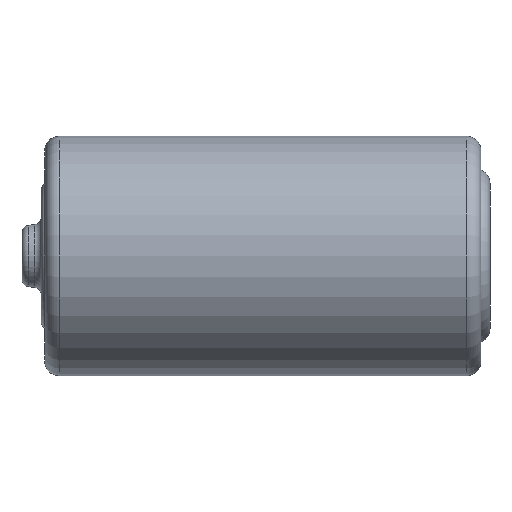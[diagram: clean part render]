
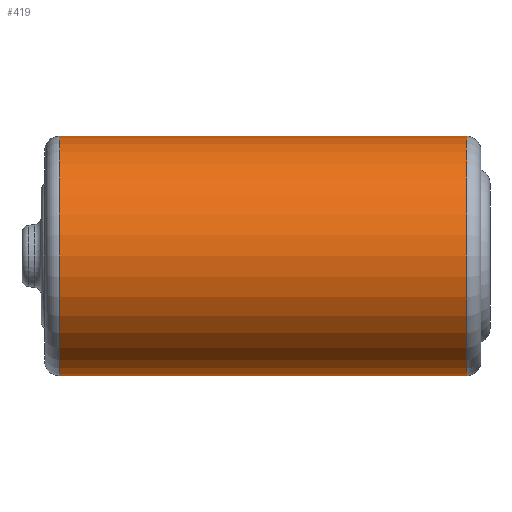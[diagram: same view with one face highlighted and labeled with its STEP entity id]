
A CAD part, left-side view. The second image highlights one B-rep face of the part: STEP entity #419.
In plain terms, the highlighted cylindrical face has radius 12.7 mm (diameter 25.4 mm), a partial arc.
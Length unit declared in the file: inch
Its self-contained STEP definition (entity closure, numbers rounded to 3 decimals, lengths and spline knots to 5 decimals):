
#15 = EDGE_LOOP ( 'NONE', ( #572, #304, #282, #656 ) ) ;
#93 = EDGE_CURVE ( 'NONE', #201, #635, #480, .T. ) ;
#97 = CARTESIAN_POINT ( 'NONE',  ( 0., 0.098, 0. ) ) ;
#116 = VECTOR ( 'NONE', #171, 39.37008 ) ;
#129 = DIRECTION ( 'NONE',  ( 0., -1., 0. ) ) ;
#166 = DIRECTION ( 'NONE',  ( 0., 0., -1. ) ) ;
#171 = DIRECTION ( 'NONE',  ( 0., -1., 0. ) ) ;
#201 = VERTEX_POINT ( 'NONE', #437 ) ;
#233 = CARTESIAN_POINT ( 'NONE',  ( 0., 0., 0.5 ) ) ;
#239 = CIRCLE ( 'NONE', #401, 0.5 ) ;
#244 = DIRECTION ( 'NONE',  ( 0., -1., 0. ) ) ;
#269 = AXIS2_PLACEMENT_3D ( 'NONE', #644, #244, #792 ) ;
#282 = ORIENTED_EDGE ( 'NONE', *, *, #434, .T. ) ;
#286 = DIRECTION ( 'NONE',  ( 0., -1., 0. ) ) ;
#304 = ORIENTED_EDGE ( 'NONE', *, *, #844, .T. ) ;
#344 = CYLINDRICAL_SURFACE ( 'NONE', #346, 0.5 ) ;
#346 = AXIS2_PLACEMENT_3D ( 'NONE', #744, #129, #431 ) ;
#367 = VERTEX_POINT ( 'NONE', #658 ) ;
#401 = AXIS2_PLACEMENT_3D ( 'NONE', #97, #627, #166 ) ;
#419 = ADVANCED_FACE ( 'NONE', ( #603 ), #344, .T. ) ;
#431 = DIRECTION ( 'NONE',  ( 0., 0., -1. ) ) ;
#434 = EDGE_CURVE ( 'NONE', #553, #367, #825, .T. ) ;
#437 = CARTESIAN_POINT ( 'NONE',  ( 0., 1.8, 0.5 ) ) ;
#480 = LINE ( 'NONE', #233, #116 ) ;
#483 = CARTESIAN_POINT ( 'NONE',  ( 0., 0., -0.5 ) ) ;
#553 = VERTEX_POINT ( 'NONE', #857 ) ;
#572 = ORIENTED_EDGE ( 'NONE', *, *, #93, .F. ) ;
#587 = CARTESIAN_POINT ( 'NONE',  ( 0., 0.098, 0.5 ) ) ;
#603 = FACE_OUTER_BOUND ( 'NONE', #15, .T. ) ;
#627 = DIRECTION ( 'NONE',  ( 0., 1., 0. ) ) ;
#635 = VERTEX_POINT ( 'NONE', #587 ) ;
#644 = CARTESIAN_POINT ( 'NONE',  ( 0., 1.8, 0. ) ) ;
#656 = ORIENTED_EDGE ( 'NONE', *, *, #769, .T. ) ;
#658 = CARTESIAN_POINT ( 'NONE',  ( 0., 0.098, -0.5 ) ) ;
#744 = CARTESIAN_POINT ( 'NONE',  ( 0., 0., 0. ) ) ;
#769 = EDGE_CURVE ( 'NONE', #367, #635, #239, .T. ) ;
#792 = DIRECTION ( 'NONE',  ( 0., 0., 1. ) ) ;
#825 = LINE ( 'NONE', #483, #856 ) ;
#832 = CIRCLE ( 'NONE', #269, 0.5 ) ;
#844 = EDGE_CURVE ( 'NONE', #201, #553, #832, .T. ) ;
#856 = VECTOR ( 'NONE', #286, 39.37008 ) ;
#857 = CARTESIAN_POINT ( 'NONE',  ( 0., 1.8, -0.5 ) ) ;
